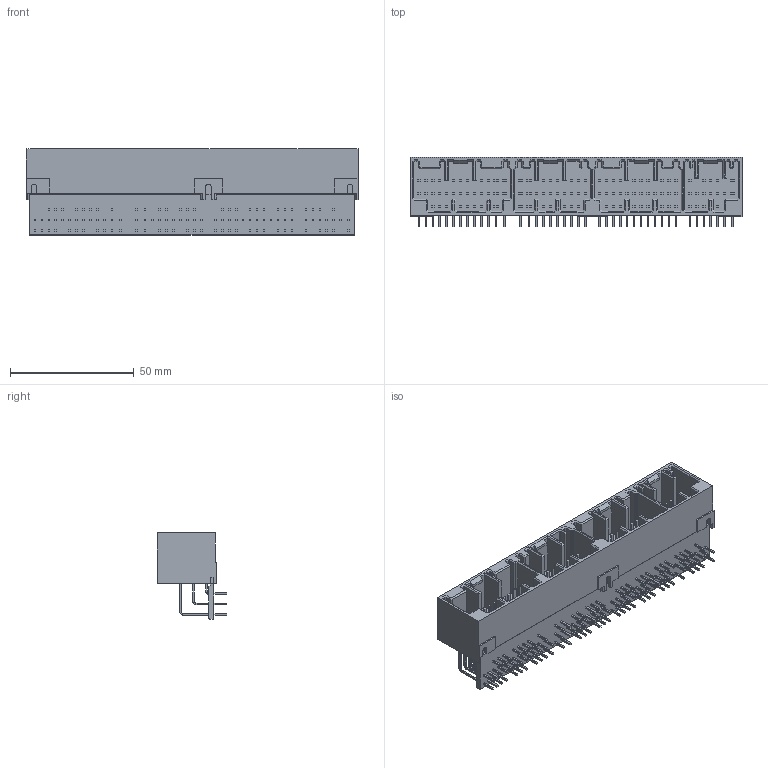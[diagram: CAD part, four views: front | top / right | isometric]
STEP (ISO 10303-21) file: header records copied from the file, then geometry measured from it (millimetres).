
FILE_DESCRIPTION((''),'2;1');
FILE_NAME('C-179686-6','2008-05-02T',('workeradm'),('Tyco Electronics Corporation'),'PRO/ENGINEER BY PARAMETRIC TECHNOLOGY CORPORATION, 2005450','PRO/ENGINEER BY PARAMETRIC TECHNOLOGY CORPORATION, 2005450','');
FILE_SCHEMA(('CONFIG_CONTROL_DESIGN', 'GEOMETRIC_VALIDATION_PROPERTIES_MIM'));
Length unit declared in the file: millimetre
Products named in the file (1): C-179686-6
Bounding box: 133.9 x 28 x 34.9 mm (x, y, z)
Volume: 33534.1 mm3; surface area: 35421.8 mm2
Topology: 1 solids, 1 shells, 2473 faces, 6569 edges, 4306 vertices
Faces by surface type: plane 2256, cylinder 217
Entity records: 75790 total; most frequent: CARTESIAN_POINT 13349, ORIENTED_EDGE 13138, DIRECTION 11949, EDGE_CURVE 6569, VECTOR 6135, LINE 6135, VERTEX_POINT 4306, AXIS2_PLACEMENT_3D 2907
